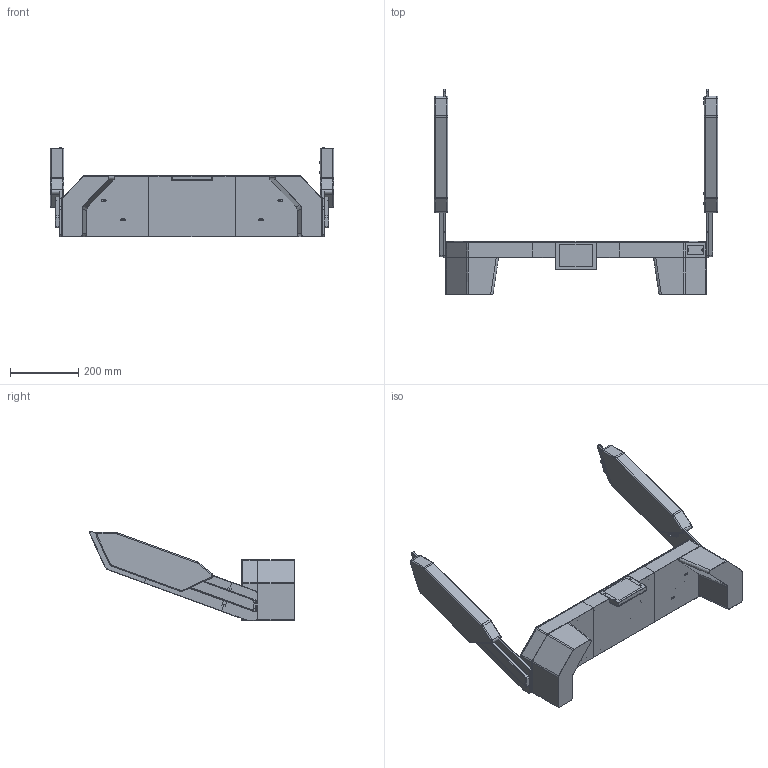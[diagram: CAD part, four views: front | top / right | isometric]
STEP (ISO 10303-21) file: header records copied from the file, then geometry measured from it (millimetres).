
FILE_DESCRIPTION(/* description */ (''),/* implementation_level */ '2;1');
FILE_NAME(/* name */ 'chunithm slider - alt.step',/* time_stamp */ '2024-11-21T00:07:23+08:00',/* author */ (''),/* organization */ (''),/* preprocessor_version */ 'ST-DEVELOPER v20',/* originating_system */ 'Autodesk Translation Framework v13.20.0.188',/* authorisation */ '');
FILE_SCHEMA (('AUTOMOTIVE_DESIGN { 1 0 10303 214 3 1 1 }'));
Products named in the file (17): chunithm slider; AC_Metal; AC_Panel; Slider Enclosure; Aime Cover; PCBs Mount; Ports; Air Tower Right; Cable Run; Air Strings Mockup; Air Tower Left; Cable Run(Mirror); Air Strings Mockup (1); Riser; Alignment piece; Riser(Mirror); Alignment piece(Mirror)
Assembly tree (16 placements, depth 3):
  chunithm slider
    AC_Metal
    AC_Panel
    Slider Enclosure
      Aime Cover
      PCBs Mount
      Ports
    Air Tower Right
      Cable Run
    Air Strings Mockup
    Air Tower Left
      Cable Run(Mirror)
    Air Strings Mockup (1)
    Riser
      Alignment piece
    Riser(Mirror)
      Alignment piece(Mirror)
Bounding box: 828 x 599.22 x 261.78 mm (x, y, z)
Volume: 7686760.8 mm3; surface area: 1705371.8 mm2
Topology: 28 solids, 28 shells, 1652 faces, 4083 edges, 2573 vertices
Faces by surface type: plane 915, bspline 306, cylinder 286, cone 121, torus 24
Full cylindrical faces by diameter (mm): 1.8 x5, 2.3 x4, 2.8 x6, 3 x6, 3.2 x4, 3.4 x6, 3.8 x6, 4.2 x8, 4.234 x4, 4.3 x6, 4.5 x22, 6 x15, 6.4 x4
Entity records: 61492 total; most frequent: CARTESIAN_POINT 23601, ORIENTED_EDGE 8166, DIRECTION 6751, EDGE_CURVE 4083, VERTEX_POINT 2573, LINE 2533, VECTOR 2533, AXIS2_PLACEMENT_3D 2109
